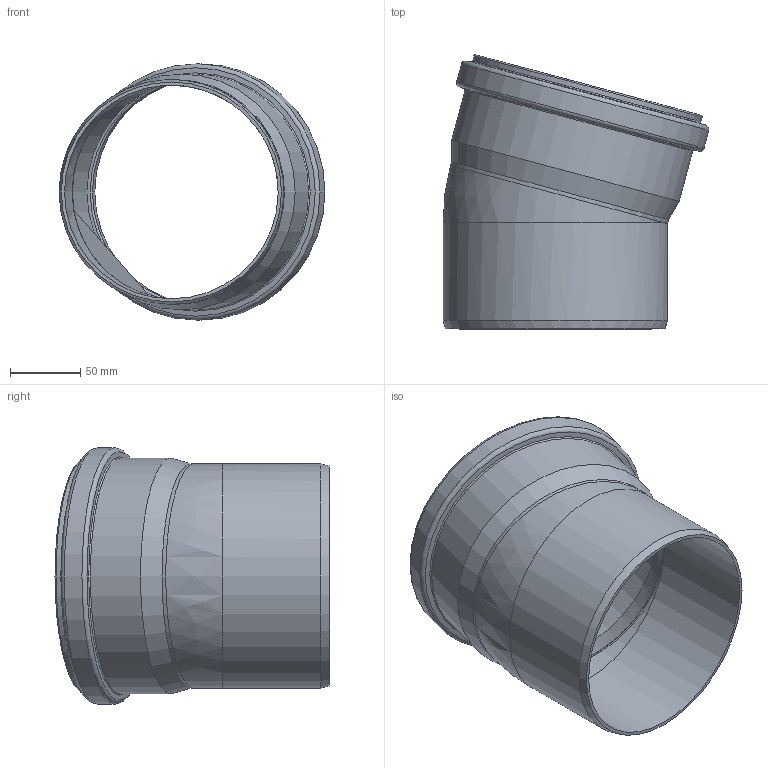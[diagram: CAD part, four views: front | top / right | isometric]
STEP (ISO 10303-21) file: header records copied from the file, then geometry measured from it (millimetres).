
FILE_DESCRIPTION(/* description */ (''),/* implementation_level */ '2;1');
FILE_NAME(/* name */ '177100 HTsafeB DN_OD 160_15°.stp',/* time_stamp */ '2017-03-13T12:20:31+01:00',/* author */ ('user1'),/* organization */ (''),/* preprocessor_version */ 'ST-DEVELOPER v16.1',/* originating_system */ 'Autodesk Inventor 2016',/* authorisation */ '');
FILE_SCHEMA (('AUTOMOTIVE_DESIGN { 1 0 10303 214 3 1 1 }'));
Length unit declared in the file: millimetre
Products named in the file (1): 177100 HTsafeB DN_OD 160_15°
Bounding box: 189.53 x 195.36 x 182.6 mm (x, y, z)
Volume: 349024.9 mm3; surface area: 193413.9 mm2
Topology: 1 solids, 1 shells, 35 faces, 73 edges, 40 vertices
Faces by surface type: cylinder 11, torus 10, cone 7, plane 4, bspline 3
Full cylindrical faces by diameter (mm): 152.315 x2, 160.1 x2, 161 x1, 161.3 x2, 168 x1, 168.3 x1, 175.6 x1, 182.6 x1
Entity records: 826 total; most frequent: CARTESIAN_POINT 194, DIRECTION 140, ORIENTED_EDGE 78, AXIS2_PLACEMENT_3D 70, EDGE_LOOP 67, EDGE_CURVE 39, VERTEX_POINT 36, FACE_OUTER_BOUND 35
